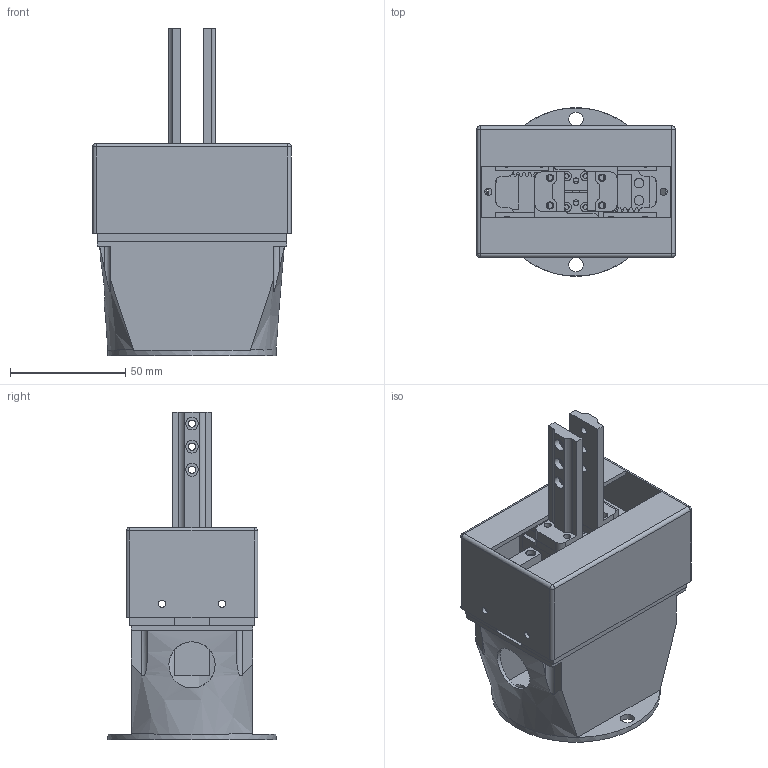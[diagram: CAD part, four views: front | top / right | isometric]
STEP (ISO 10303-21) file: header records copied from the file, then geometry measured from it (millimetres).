
FILE_DESCRIPTION(/* description */ (''),/* implementation_level */ '2;1');
FILE_NAME(/* name */ 'gripper_assembly.step',/* time_stamp */ '2022-12-29T22:15:01+09:00',/* author */ (''),/* organization */ (''),/* preprocessor_version */ 'ST-DEVELOPER v19.2',/* originating_system */ 'Autodesk Translation Framework v11.17.0.187',/* authorisation */ '');
FILE_SCHEMA (('AUTOMOTIVE_DESIGN { 1 0 10303 214 3 1 1 }'));
Length unit declared in the file: millimetre
Products named in the file (19): assembly; ToArm; grip_unit; SCS3045MBase; rail_fixer; Rack_RGEAL0.8KA-40; RSEB8-70_rail; Rack_RGEAL0.8KA-40_1; Rack Gear (16 teeth); rack_to_rail_base; RSEB8-70_base; claw_base; rail_base_holder; Gear_claw; Gear_claw_1; claw_50mm; SCS3045M; gear_20tooth; TipCover
Assembly tree (26 placements, depth 4):
  assembly
    ToArm
    grip_unit
      SCS3045MBase
      rail_fixer  x2
      RSEB8-70_rail  x2
      RSEB8-70_base  x2
      rail_base_holder  x2
      rack_to_rail_base  x2
      Rack_RGEAL0.8KA-40
        Rack Gear (16 teeth)
      claw_base  x2
      Rack_RGEAL0.8KA-40_1
        Rack Gear (16 teeth)
      Gear_claw
        claw_50mm
      Gear_claw_1
        claw_50mm
    SCS3045M
    gear_20tooth
    TipCover
Bounding box: 86 x 73 x 142.06 mm (x, y, z)
Volume: 113943.5 mm3; surface area: 107579.9 mm2
Topology: 21 solids, 21 shells, 1029 faces, 2807 edges, 1866 vertices
Faces by surface type: plane 566, cylinder 407, bspline 52, sphere 4
Full cylindrical faces by diameter (mm): 1.6 x8, 1.9 x12, 2 x24, 2.5 x30, 2.9 x20, 3 x1, 3.1 x46, 3.5 x8, 4 x8, 4.2 x14, 5.3 x1, 5.5 x6, 6 x1, 6.2 x6, 12 x1, 20 x1, 35 x1, 73 x1
Entity records: 36271 total; most frequent: CARTESIAN_POINT 16493, ORIENTED_EDGE 4026, DIRECTION 3903, EDGE_CURVE 2013, LINE 1349, VECTOR 1349, VERTEX_POINT 1337, AXIS2_PLACEMENT_3D 1277
